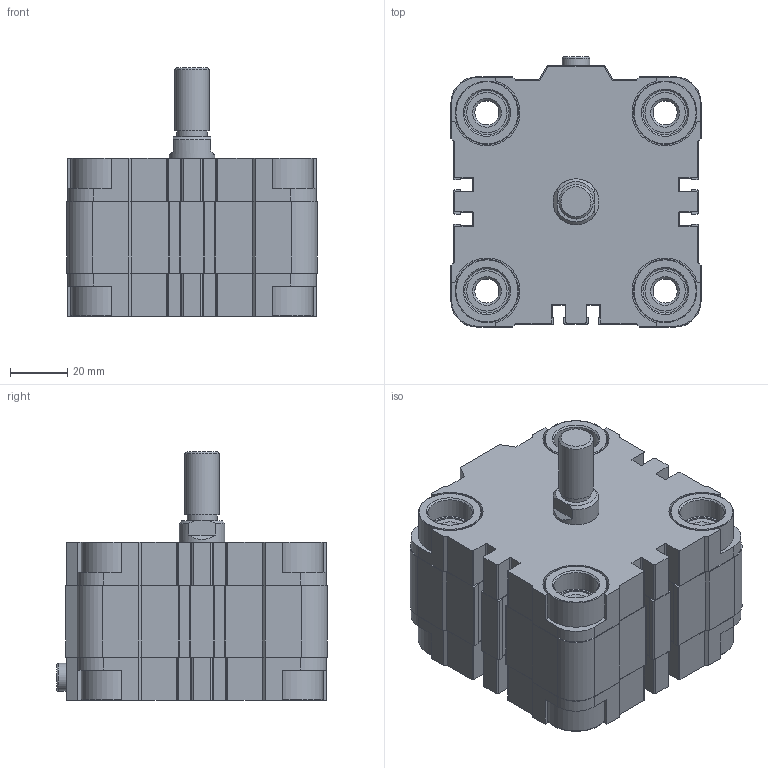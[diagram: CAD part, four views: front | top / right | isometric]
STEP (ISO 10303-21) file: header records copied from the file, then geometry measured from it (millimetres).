
FILE_DESCRIPTION(/* description */ (''),/* implementation_level */ '2;1');
FILE_NAME(/* name */ 'sesbs_63-5-b.stp',/* time_stamp */ '2017-07-14T11:10:27+02:00',/* author */ ('Hamoud'),/* organization */ (''),/* preprocessor_version */ 'ST-DEVELOPER v15.6',/* originating_system */ 'Autodesk Inventor LT ',/* authorisation */ '');
FILE_SCHEMA (('AUTOMOTIVE_DESIGN { 1 0 10303 214 3 1 1 }'));
Length unit declared in the file: millimetre
Products named in the file (1): sesbs_63-5-b
Bounding box: 87 x 93.99 x 86.5 mm (x, y, z)
Volume: 356327.3 mm3; surface area: 82758.4 mm2
Topology: 2 solids, 3 shells, 447 faces, 1147 edges, 756 vertices
Faces by surface type: plane 240, cylinder 170, cone 28, torus 9
Full cylindrical faces by diameter (mm): 8 x1, 8.376 x8, 8.566 x2, 9.728 x1, 10.466 x1, 12 x1, 14 x8, 14.7 x4, 14.917 x8, 15.4 x8, 16 x2, 22 x8, 63 x2
Entity records: 13111 total; most frequent: DIRECTION 2320, CARTESIAN_POINT 2250, ORIENTED_EDGE 2096, EDGE_CURVE 1048, AXIS2_PLACEMENT_3D 828, VERTEX_POINT 746, LINE 664, VECTOR 664
